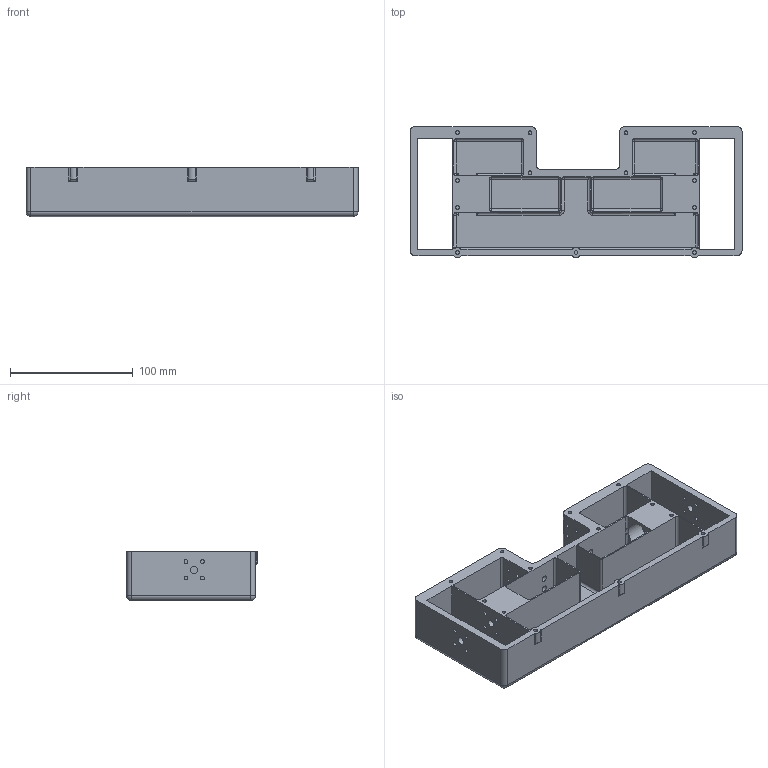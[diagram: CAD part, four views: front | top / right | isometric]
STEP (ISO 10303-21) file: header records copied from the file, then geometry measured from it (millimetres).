
FILE_DESCRIPTION(('FreeCAD Model'),'2;1');
FILE_NAME('Open CASCADE Shape Model','2025-04-06T21:19:46',(''),(''), 'Open CASCADE STEP processor 7.8','FreeCAD','Unknown');
FILE_SCHEMA(('AUTOMOTIVE_DESIGN { 1 0 10303 214 1 1 1 1 }'));
Length unit declared in the file: millimetre
Products named in the file (1): Body
Bounding box: 270 x 106.5 x 40 mm (x, y, z)
Volume: 344248.9 mm3; surface area: 141545.4 mm2
Topology: 1 solids, 1 shells, 301 faces, 746 edges, 440 vertices
Faces by surface type: cylinder 160, plane 102, sphere 27, bspline 6, torus 4, revolution 2
Full cylindrical faces by diameter (mm): 3 x47, 5 x4, 6 x4, 14 x2, 24.5 x2
Entity records: 9565 total; most frequent: CARTESIAN_POINT 2284, DIRECTION 1582, ORIENTED_EDGE 1438, EDGE_CURVE 719, AXIS2_PLACEMENT_3D 615, VERTEX_POINT 440, FACE_BOUND 405, EDGE_LOOP 405
